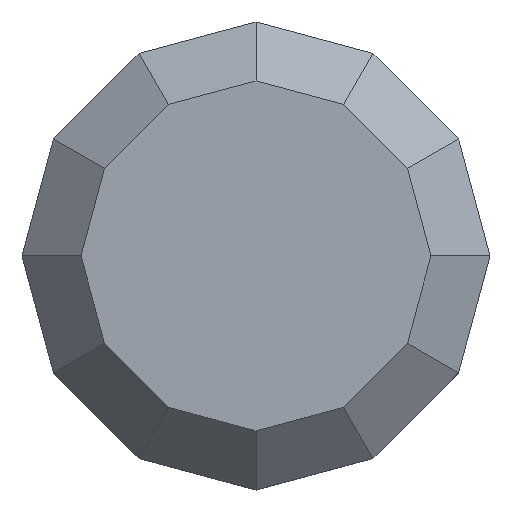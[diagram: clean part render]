
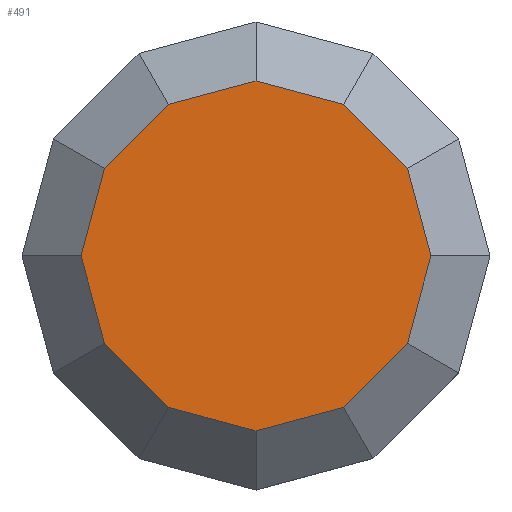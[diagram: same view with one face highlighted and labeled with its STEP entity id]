
A CAD part, top view. The second image highlights one B-rep face of the part: STEP entity #491.
In plain terms, the highlighted free-form (B-spline) face has degree [1, 1] with [2, 2] control points.
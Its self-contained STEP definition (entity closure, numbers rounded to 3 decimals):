
#21 = EDGE_CURVE('',#22,#24,#26,.T.);
#22 = VERTEX_POINT('',#23);
#23 = CARTESIAN_POINT('',(5.511,0.758,0.432)
  );
#24 = VERTEX_POINT('',#25);
#25 = CARTESIAN_POINT('',(5.107,0.866,0.432)
  );
#26 = B_SPLINE_CURVE_WITH_KNOTS('',1,(#27,#28),.UNSPECIFIED.,.F.,.F.,(2,
    2),(-0.404,0.08),.PIECEWISE_BEZIER_KNOTS.);
#27 = CARTESIAN_POINT('',(5.511,0.758,0.432)
  );
#28 = CARTESIAN_POINT('',(5.107,0.866,0.432)
  );
#57 = EDGE_CURVE('',#24,#58,#60,.T.);
#58 = VERTEX_POINT('',#59);
#59 = CARTESIAN_POINT('',(4.812,1.162,0.432)
  );
#60 = B_SPLINE_CURVE_WITH_KNOTS('',1,(#61,#62),.UNSPECIFIED.,.F.,.F.,(2,
    2),(-0.404,0.08),.PIECEWISE_BEZIER_KNOTS.);
#61 = CARTESIAN_POINT('',(5.107,0.866,0.432)
  );
#62 = CARTESIAN_POINT('',(4.812,1.162,0.432)
  );
#85 = EDGE_CURVE('',#58,#86,#88,.T.);
#86 = VERTEX_POINT('',#87);
#87 = CARTESIAN_POINT('',(4.704,1.565,0.432)
  );
#88 = B_SPLINE_CURVE_WITH_KNOTS('',1,(#89,#90),.UNSPECIFIED.,.F.,.F.,(2,
    2),(-0.404,0.08),.PIECEWISE_BEZIER_KNOTS.);
#89 = CARTESIAN_POINT('',(4.812,1.162,0.432)
  );
#90 = CARTESIAN_POINT('',(4.704,1.565,0.432)
  );
#113 = EDGE_CURVE('',#86,#114,#116,.T.);
#114 = VERTEX_POINT('',#115);
#115 = CARTESIAN_POINT('',(4.812,1.969,0.432)
  );
#116 = B_SPLINE_CURVE_WITH_KNOTS('',1,(#117,#118),.UNSPECIFIED.,.F.,.F.,
  (2,2),(-0.404,0.08),.PIECEWISE_BEZIER_KNOTS.);
#117 = CARTESIAN_POINT('',(4.704,1.565,0.432)
  );
#118 = CARTESIAN_POINT('',(4.812,1.969,0.432)
  );
#141 = EDGE_CURVE('',#114,#142,#144,.T.);
#142 = VERTEX_POINT('',#143);
#143 = CARTESIAN_POINT('',(5.107,2.264,0.432)
  );
#144 = B_SPLINE_CURVE_WITH_KNOTS('',1,(#145,#146),.UNSPECIFIED.,.F.,.F.,
  (2,2),(-0.404,0.08),.PIECEWISE_BEZIER_KNOTS.);
#145 = CARTESIAN_POINT('',(4.812,1.969,0.432)
  );
#146 = CARTESIAN_POINT('',(5.107,2.264,0.432)
  );
#169 = EDGE_CURVE('',#142,#170,#172,.T.);
#170 = VERTEX_POINT('',#171);
#171 = CARTESIAN_POINT('',(5.511,2.372,0.432)
  );
#172 = B_SPLINE_CURVE_WITH_KNOTS('',1,(#173,#174),.UNSPECIFIED.,.F.,.F.,
  (2,2),(-0.404,0.08),.PIECEWISE_BEZIER_KNOTS.);
#173 = CARTESIAN_POINT('',(5.107,2.264,0.432)
  );
#174 = CARTESIAN_POINT('',(5.511,2.372,0.432)
  );
#197 = EDGE_CURVE('',#170,#198,#200,.T.);
#198 = VERTEX_POINT('',#199);
#199 = CARTESIAN_POINT('',(5.915,2.264,0.432)
  );
#200 = B_SPLINE_CURVE_WITH_KNOTS('',1,(#201,#202),.UNSPECIFIED.,.F.,.F.,
  (2,2),(-0.404,0.08),.PIECEWISE_BEZIER_KNOTS.);
#201 = CARTESIAN_POINT('',(5.511,2.372,0.432)
  );
#202 = CARTESIAN_POINT('',(5.915,2.264,0.432)
  );
#233 = EDGE_CURVE('',#198,#234,#236,.T.);
#234 = VERTEX_POINT('',#235);
#235 = CARTESIAN_POINT('',(6.21,1.969,0.432)
  );
#236 = B_SPLINE_CURVE_WITH_KNOTS('',1,(#237,#238),.UNSPECIFIED.,.F.,.F.,
  (2,2),(-0.404,0.08),.PIECEWISE_BEZIER_KNOTS.);
#237 = CARTESIAN_POINT('',(5.915,2.264,0.432)
  );
#238 = CARTESIAN_POINT('',(6.21,1.969,0.432)
  );
#261 = EDGE_CURVE('',#234,#262,#264,.T.);
#262 = VERTEX_POINT('',#263);
#263 = CARTESIAN_POINT('',(6.318,1.565,0.432)
  );
#264 = B_SPLINE_CURVE_WITH_KNOTS('',1,(#265,#266),.UNSPECIFIED.,.F.,.F.,
  (2,2),(-0.404,0.08),.PIECEWISE_BEZIER_KNOTS.);
#265 = CARTESIAN_POINT('',(6.21,1.969,0.432)
  );
#266 = CARTESIAN_POINT('',(6.318,1.565,0.432)
  );
#289 = EDGE_CURVE('',#262,#290,#292,.T.);
#290 = VERTEX_POINT('',#291);
#291 = CARTESIAN_POINT('',(6.21,1.162,0.432)
  );
#292 = B_SPLINE_CURVE_WITH_KNOTS('',1,(#293,#294),.UNSPECIFIED.,.F.,.F.,
  (2,2),(-0.404,0.08),.PIECEWISE_BEZIER_KNOTS.);
#293 = CARTESIAN_POINT('',(6.318,1.565,0.432)
  );
#294 = CARTESIAN_POINT('',(6.21,1.162,0.432)
  );
#317 = EDGE_CURVE('',#290,#318,#320,.T.);
#318 = VERTEX_POINT('',#319);
#319 = CARTESIAN_POINT('',(5.915,0.866,0.432)
  );
#320 = B_SPLINE_CURVE_WITH_KNOTS('',1,(#321,#322),.UNSPECIFIED.,.F.,.F.,
  (2,2),(-0.404,0.08),.PIECEWISE_BEZIER_KNOTS.);
#321 = CARTESIAN_POINT('',(6.21,1.162,0.432)
  );
#322 = CARTESIAN_POINT('',(5.915,0.866,0.432)
  );
#343 = EDGE_CURVE('',#318,#22,#344,.T.);
#344 = B_SPLINE_CURVE_WITH_KNOTS('',1,(#345,#346),.UNSPECIFIED.,.F.,.F.,
  (2,2),(-0.404,0.08),.PIECEWISE_BEZIER_KNOTS.);
#345 = CARTESIAN_POINT('',(5.915,0.866,0.432)
  );
#346 = CARTESIAN_POINT('',(5.511,0.758,0.432)
  );
#491 = ADVANCED_FACE('',(#492),#506,.T.);
#492 = FACE_BOUND('',#493,.T.);
#493 = EDGE_LOOP('',(#494,#495,#496,#497,#498,#499,#500,#501,#502,#503,
    #504,#505));
#494 = ORIENTED_EDGE('',*,*,#21,.F.);
#495 = ORIENTED_EDGE('',*,*,#343,.F.);
#496 = ORIENTED_EDGE('',*,*,#317,.F.);
#497 = ORIENTED_EDGE('',*,*,#289,.F.);
#498 = ORIENTED_EDGE('',*,*,#261,.F.);
#499 = ORIENTED_EDGE('',*,*,#233,.F.);
#500 = ORIENTED_EDGE('',*,*,#197,.F.);
#501 = ORIENTED_EDGE('',*,*,#169,.F.);
#502 = ORIENTED_EDGE('',*,*,#141,.F.);
#503 = ORIENTED_EDGE('',*,*,#113,.F.);
#504 = ORIENTED_EDGE('',*,*,#85,.F.);
#505 = ORIENTED_EDGE('',*,*,#57,.F.);
#506 = B_SPLINE_SURFACE_WITH_KNOTS('',1,1,(
    (#507,#508)
    ,(#509,#510
    )),.UNSPECIFIED.,.F.,.F.,.F.,(2,2),(2,2),(-0.934,
    0.934),(-0.934,0.934),
  .PIECEWISE_BEZIER_KNOTS.);
#507 = CARTESIAN_POINT('',(4.704,0.758,0.432)
  );
#508 = CARTESIAN_POINT('',(4.704,2.372,0.432)
  );
#509 = CARTESIAN_POINT('',(6.318,0.758,0.432)
  );
#510 = CARTESIAN_POINT('',(6.318,2.372,0.432)
  );
